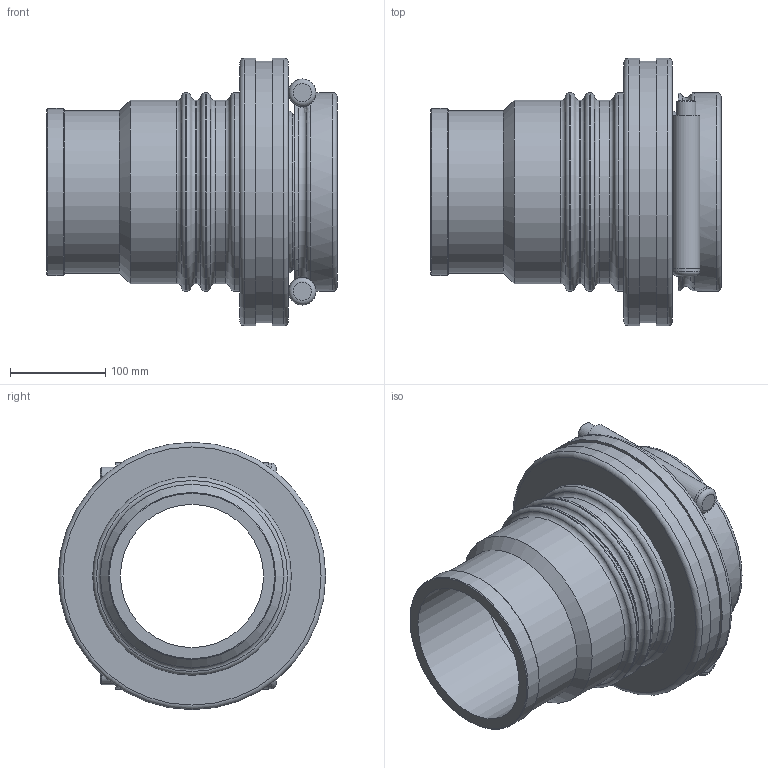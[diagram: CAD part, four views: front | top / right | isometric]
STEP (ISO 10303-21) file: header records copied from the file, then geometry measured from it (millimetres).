
FILE_DESCRIPTION(/* description */ ('PLASSON SHOULDERED ADAPTOR 160-6"'),/* implementation_level */ '2;1');
FILE_NAME(/* name */ '073206160060_0732061600600A.ipt.stp',/* time_stamp */ '2017-06-18T09:23:57+03:00',/* author */ ('Кирилл'),/* organization */ (''),/* preprocessor_version */ 'ST-DEVELOPER v15.6',/* originating_system */ 'Autodesk Inventor 2015',/* authorisation */ '');
FILE_SCHEMA (('AUTOMOTIVE_DESIGN { 1 0 10303 214 3 1 1 }'));
Length unit declared in the file: millimetre
Products named in the file (1): 073206160060_0732061600600A
Bounding box: 304 x 280 x 280 mm (x, y, z)
Volume: 4602947.2 mm3; surface area: 465047.4 mm2
Topology: 1 solids, 1 shells, 70 faces, 143 edges, 86 vertices
Faces by surface type: cylinder 24, torus 24, plane 17, cone 5
Full cylindrical faces by diameter (mm): 20.16 x2, 28.6 x2, 28.8 x2, 150 x1, 160 x2, 161.6 x1, 169.75 x1, 175 x1, 192 x3, 208 x4, 274.4 x1, 280 x2
Entity records: 1808 total; most frequent: CARTESIAN_POINT 511, DIRECTION 284, ORIENTED_EDGE 190, AXIS2_PLACEMENT_3D 140, EDGE_LOOP 126, EDGE_CURVE 91, VERTEX_POINT 77, FACE_OUTER_BOUND 70
